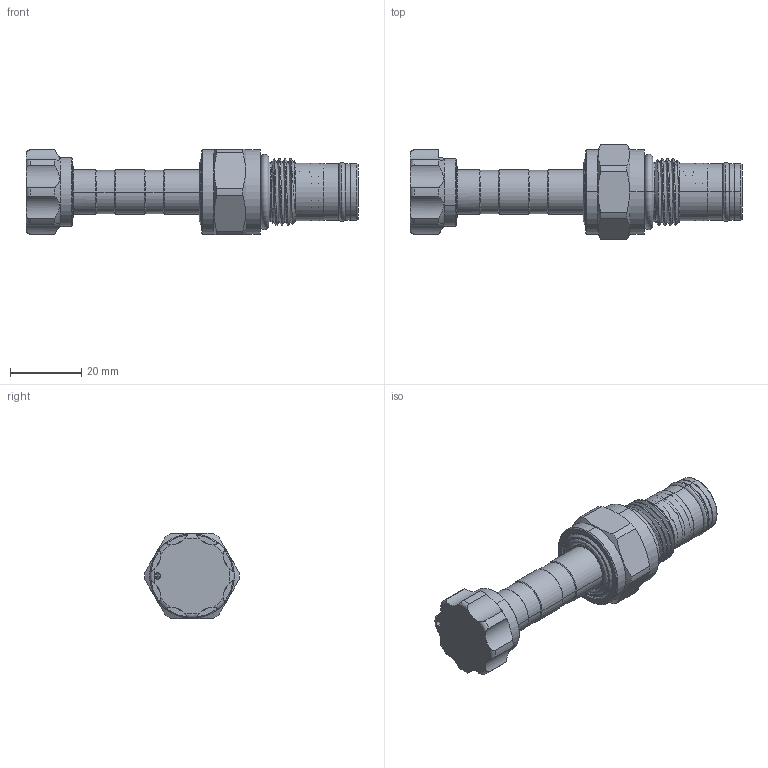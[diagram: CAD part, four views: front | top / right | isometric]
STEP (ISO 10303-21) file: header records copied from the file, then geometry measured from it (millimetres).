
FILE_DESCRIPTION (( 'STEP AP203' ), '1' );
FILE_NAME ('EP19E2A07N05.STEP', '2020-03-30T06:58:50', ( '' ), ( '' ), 'SwSTEP 2.0', 'SolidWorks 2018', '' );
FILE_SCHEMA (( 'CONFIG_CONTROL_DESIGN' ));
Length unit declared in the file: millimetre
Products named in the file (1): EP19E2A07N05
Bounding box: 93.5 x 26.66 x 24 mm (x, y, z)
Volume: 22333.5 mm3; surface area: 9211.3 mm2
Topology: 4 solids, 6 shells, 225 faces, 569 edges, 362 vertices
Faces by surface type: cylinder 120, plane 42, cone 36, torus 22, bspline 3, sphere 2
Entity records: 9576 total; most frequent: CARTESIAN_POINT 4167, ORIENTED_EDGE 1138, DIRECTION 1115, EDGE_CURVE 569, AXIS2_PLACEMENT_3D 469, VERTEX_POINT 362, CIRCLE 246, EDGE_LOOP 243
